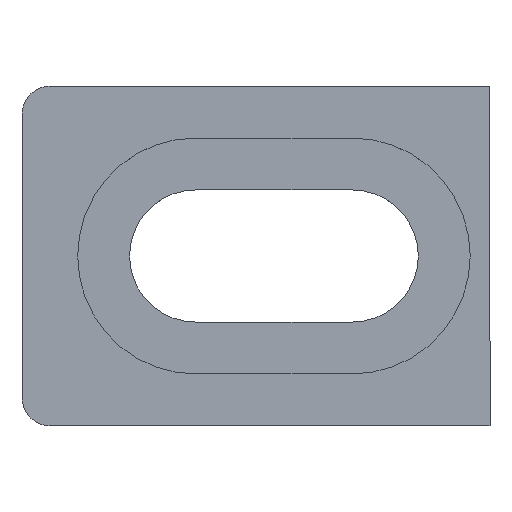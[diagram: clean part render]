
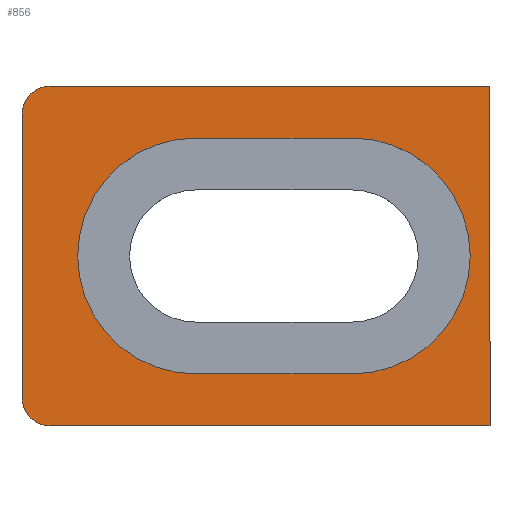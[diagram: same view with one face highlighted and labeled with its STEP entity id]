
A CAD part, top view. The second image highlights one B-rep face of the part: STEP entity #856.
In plain terms, the highlighted planar face has unit normal (0, 0, 1).
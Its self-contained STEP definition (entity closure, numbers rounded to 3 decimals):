
#41 = VECTOR ( 'NONE', #1014, 1000. ) ;
#47 = DIRECTION ( 'NONE',  ( 0., -1., 0. ) ) ;
#62 = LINE ( 'NONE', #747, #318 ) ;
#72 = CARTESIAN_POINT ( 'NONE',  ( -10.9, -7.5, 2. ) ) ;
#120 = DIRECTION ( 'NONE',  ( -1., 0., 0. ) ) ;
#121 = AXIS2_PLACEMENT_3D ( 'NONE', #745, #1153, #547 ) ;
#130 = DIRECTION ( 'NONE',  ( 1., 0., 0. ) ) ;
#169 = CARTESIAN_POINT ( 'NONE',  ( 5.1, 6.25, 2. ) ) ;
#173 = ORIENTED_EDGE ( 'NONE', *, *, #849, .T. ) ;
#175 = VERTEX_POINT ( 'NONE', #191 ) ;
#178 = AXIS2_PLACEMENT_3D ( 'NONE', #72, #705, #1305 ) ;
#190 = ORIENTED_EDGE ( 'NONE', *, *, #1214, .F. ) ;
#191 = CARTESIAN_POINT ( 'NONE',  ( 5.1, -6.25, 2. ) ) ;
#207 = ORIENTED_EDGE ( 'NONE', *, *, #801, .T. ) ;
#211 = VERTEX_POINT ( 'NONE', #296 ) ;
#236 = LINE ( 'NONE', #1247, #1260 ) ;
#238 = FACE_BOUND ( 'NONE', #974, .T. ) ;
#287 = DIRECTION ( 'NONE',  ( -1., 0., 0. ) ) ;
#291 = VERTEX_POINT ( 'NONE', #169 ) ;
#293 = EDGE_CURVE ( 'NONE', #860, #175, #327, .T. ) ;
#294 = EDGE_CURVE ( 'NONE', #633, #315, #1080, .T. ) ;
#296 = CARTESIAN_POINT ( 'NONE',  ( 12.4, -9., 2. ) ) ;
#304 = CARTESIAN_POINT ( 'NONE',  ( -10.9, 7.5, 2. ) ) ;
#314 = CARTESIAN_POINT ( 'NONE',  ( -3.2, -6.25, 2. ) ) ;
#315 = VERTEX_POINT ( 'NONE', #804 ) ;
#318 = VECTOR ( 'NONE', #120, 1000. ) ;
#327 = LINE ( 'NONE', #599, #41 ) ;
#335 = CIRCLE ( 'NONE', #576, 6.25 ) ;
#336 = EDGE_CURVE ( 'NONE', #175, #1227, #1111, .T. ) ;
#349 = CARTESIAN_POINT ( 'NONE',  ( 5.1, 0., 2. ) ) ;
#366 = CARTESIAN_POINT ( 'NONE',  ( -12.4, 9., 2. ) ) ;
#386 = CARTESIAN_POINT ( 'NONE',  ( -10.9, 9., 2. ) ) ;
#389 = LINE ( 'NONE', #1225, #1325 ) ;
#411 = EDGE_CURVE ( 'NONE', #211, #717, #389, .T. ) ;
#414 = CARTESIAN_POINT ( 'NONE',  ( -12.4, -7.5, 2. ) ) ;
#431 = CARTESIAN_POINT ( 'NONE',  ( -12.4, 7.5, 2. ) ) ;
#451 = VERTEX_POINT ( 'NONE', #1326 ) ;
#455 = FACE_OUTER_BOUND ( 'NONE', #1294, .T. ) ;
#465 = ORIENTED_EDGE ( 'NONE', *, *, #336, .F. ) ;
#483 = ORIENTED_EDGE ( 'NONE', *, *, #411, .T. ) ;
#501 = DIRECTION ( 'NONE',  ( 1., 0., 0. ) ) ;
#526 = DIRECTION ( 'NONE',  ( -1., 0., 0. ) ) ;
#537 = DIRECTION ( 'NONE',  ( 0., 0., -1. ) ) ;
#547 = DIRECTION ( 'NONE',  ( 1., 0., 0. ) ) ;
#559 = AXIS2_PLACEMENT_3D ( 'NONE', #304, #1025, #526 ) ;
#576 = AXIS2_PLACEMENT_3D ( 'NONE', #349, #1065, #130 ) ;
#592 = ORIENTED_EDGE ( 'NONE', *, *, #1248, .T. ) ;
#599 = CARTESIAN_POINT ( 'NONE',  ( -3.2, -6.25, 2. ) ) ;
#603 = CARTESIAN_POINT ( 'NONE',  ( 5.1, 0., 2. ) ) ;
#609 = AXIS2_PLACEMENT_3D ( 'NONE', #603, #1205, #501 ) ;
#633 = VERTEX_POINT ( 'NONE', #414 ) ;
#642 = CARTESIAN_POINT ( 'NONE',  ( 11.35, 0., 2. ) ) ;
#690 = CIRCLE ( 'NONE', #559, 1.5 ) ;
#705 = DIRECTION ( 'NONE',  ( 0., 0., 1. ) ) ;
#717 = VERTEX_POINT ( 'NONE', #907 ) ;
#723 = DIRECTION ( 'NONE',  ( 0., 1., 0. ) ) ;
#745 = CARTESIAN_POINT ( 'NONE',  ( -3.2, 0., 2. ) ) ;
#747 = CARTESIAN_POINT ( 'NONE',  ( -3.2, 6.25, 2. ) ) ;
#757 = AXIS2_PLACEMENT_3D ( 'NONE', #1324, #537, #1237 ) ;
#801 = EDGE_CURVE ( 'NONE', #717, #1240, #1089, .T. ) ;
#804 = CARTESIAN_POINT ( 'NONE',  ( -10.9, -9., 2. ) ) ;
#826 = ORIENTED_EDGE ( 'NONE', *, *, #1059, .T. ) ;
#849 = EDGE_CURVE ( 'NONE', #1240, #900, #690, .T. ) ;
#854 = CIRCLE ( 'NONE', #121, 6.25 ) ;
#856 = ADVANCED_FACE ( 'NONE', ( #238, #455 ), #1143, .F. ) ;
#860 = VERTEX_POINT ( 'NONE', #314 ) ;
#900 = VERTEX_POINT ( 'NONE', #431 ) ;
#901 = CARTESIAN_POINT ( 'NONE',  ( 12.4, 9., 2. ) ) ;
#907 = CARTESIAN_POINT ( 'NONE',  ( 12.4, 9., 2. ) ) ;
#956 = EDGE_CURVE ( 'NONE', #291, #451, #62, .T. ) ;
#974 = EDGE_LOOP ( 'NONE', ( #1005, #190, #1257, #1132, #465 ) ) ;
#997 = VECTOR ( 'NONE', #287, 1000. ) ;
#1005 = ORIENTED_EDGE ( 'NONE', *, *, #293, .F. ) ;
#1008 = VECTOR ( 'NONE', #47, 1000. ) ;
#1014 = DIRECTION ( 'NONE',  ( 1., 0., 0. ) ) ;
#1025 = DIRECTION ( 'NONE',  ( 0., 0., 1. ) ) ;
#1059 = EDGE_CURVE ( 'NONE', #900, #633, #1244, .T. ) ;
#1065 = DIRECTION ( 'NONE',  ( 0., 0., 1. ) ) ;
#1067 = ORIENTED_EDGE ( 'NONE', *, *, #294, .T. ) ;
#1068 = EDGE_CURVE ( 'NONE', #1227, #291, #335, .T. ) ;
#1080 = CIRCLE ( 'NONE', #178, 1.5 ) ;
#1089 = LINE ( 'NONE', #901, #997 ) ;
#1111 = CIRCLE ( 'NONE', #609, 6.25 ) ;
#1132 = ORIENTED_EDGE ( 'NONE', *, *, #1068, .F. ) ;
#1143 = PLANE ( 'NONE',  #757 ) ;
#1153 = DIRECTION ( 'NONE',  ( 0., 0., 1. ) ) ;
#1200 = DIRECTION ( 'NONE',  ( 1., 0., 0. ) ) ;
#1205 = DIRECTION ( 'NONE',  ( 0., 0., 1. ) ) ;
#1214 = EDGE_CURVE ( 'NONE', #451, #860, #854, .T. ) ;
#1225 = CARTESIAN_POINT ( 'NONE',  ( 12.4, 9., 2. ) ) ;
#1227 = VERTEX_POINT ( 'NONE', #642 ) ;
#1237 = DIRECTION ( 'NONE',  ( -1., 0., 0. ) ) ;
#1240 = VERTEX_POINT ( 'NONE', #386 ) ;
#1244 = LINE ( 'NONE', #366, #1008 ) ;
#1247 = CARTESIAN_POINT ( 'NONE',  ( 12.4, -9., 2. ) ) ;
#1248 = EDGE_CURVE ( 'NONE', #315, #211, #236, .T. ) ;
#1257 = ORIENTED_EDGE ( 'NONE', *, *, #956, .F. ) ;
#1260 = VECTOR ( 'NONE', #1200, 1000. ) ;
#1294 = EDGE_LOOP ( 'NONE', ( #207, #173, #826, #1067, #592, #483 ) ) ;
#1305 = DIRECTION ( 'NONE',  ( -1., 0., 0. ) ) ;
#1324 = CARTESIAN_POINT ( 'NONE',  ( 12.4, -9., 2. ) ) ;
#1325 = VECTOR ( 'NONE', #723, 1000. ) ;
#1326 = CARTESIAN_POINT ( 'NONE',  ( -3.2, 6.25, 2. ) ) ;
